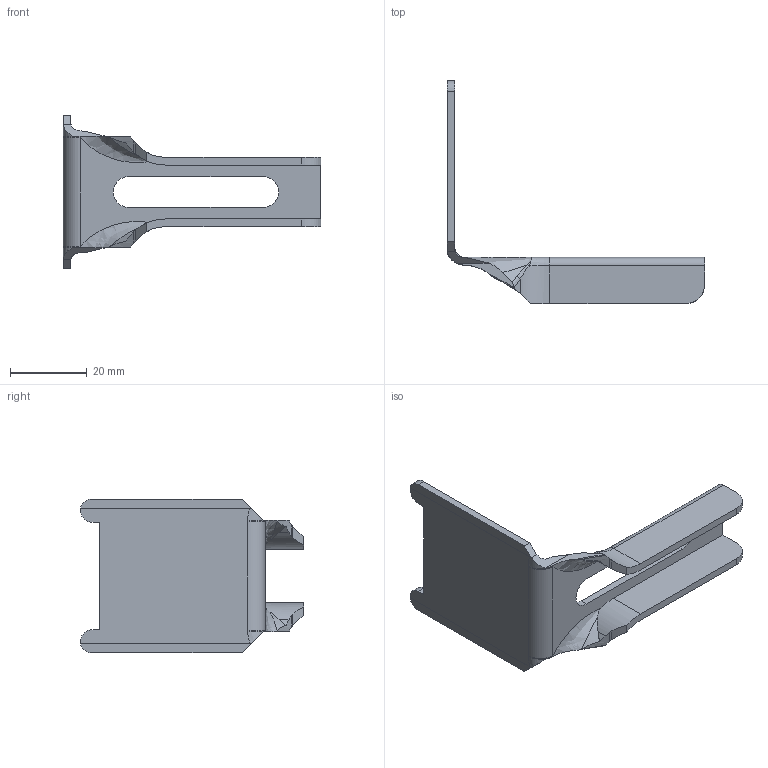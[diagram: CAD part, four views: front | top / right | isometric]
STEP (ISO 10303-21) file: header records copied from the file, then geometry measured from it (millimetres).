
FILE_DESCRIPTION (( 'STEP AP203' ), '1' );
FILE_NAME ('Clamp_lower_part_O3_32.STEP', '2017-10-13T07:51:40', ( '' ), ( '' ), 'SwSTEP 2.0', 'SolidWorks 2017', '' );
FILE_SCHEMA (( 'CONFIG_CONTROL_DESIGN' ));
Length unit declared in the file: millimetre
Products named in the file (1): Clamp_lower_part_O3_32
Bounding box: 66.96 x 58 x 40 mm (x, y, z)
Volume: 7375.9 mm3; surface area: 8572.7 mm2
Topology: 3 solids, 3 shells, 92 faces, 241 edges, 155 vertices
Faces by surface type: plane 38, bspline 24, cylinder 22, cone 4, torus 4
Entity records: 5423 total; most frequent: CARTESIAN_POINT 3380, ORIENTED_EDGE 482, DIRECTION 304, EDGE_CURVE 241, VERTEX_POINT 155, AXIS2_PLACEMENT_3D 107, B_SPLINE_CURVE_WITH_KNOTS 97, EDGE_LOOP 94
